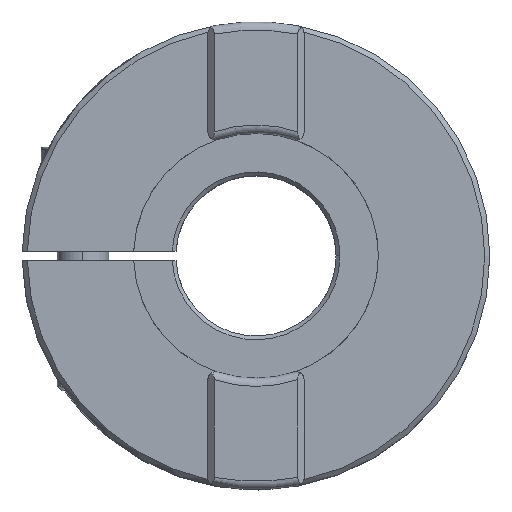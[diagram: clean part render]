
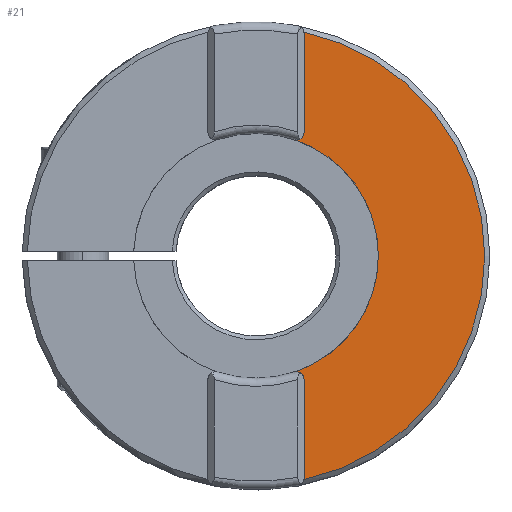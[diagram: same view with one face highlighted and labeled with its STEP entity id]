
A CAD part, top view. The second image highlights one B-rep face of the part: STEP entity #21.
In plain terms, the highlighted planar face has unit normal (0, 0, 1).
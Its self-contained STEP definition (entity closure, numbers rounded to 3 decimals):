
#19 = CARTESIAN_POINT ( 'NONE',  ( 0., 0., 25. ) ) ;
#21 = ADVANCED_FACE ( 'NONE', ( #876 ), #3332, .T. ) ;
#65 = DIRECTION ( 'NONE',  ( 1., 0., 0. ) ) ;
#118 = CARTESIAN_POINT ( 'NONE',  ( 0., 0., 25. ) ) ;
#126 = DIRECTION ( 'NONE',  ( 0., -1., 0. ) ) ;
#185 = CIRCLE ( 'NONE', #3302, 1.2 ) ;
#200 = CARTESIAN_POINT ( 'NONE',  ( 6.3, -19.298, 25. ) ) ;
#205 = CARTESIAN_POINT ( 'NONE',  ( 7.5, -34.903, 25. ) ) ;
#228 = ORIENTED_EDGE ( 'NONE', *, *, #2265, .T. ) ;
#288 = EDGE_CURVE ( 'NONE', #1040, #2686, #1652, .T. ) ;
#319 = CIRCLE ( 'NONE', #2392, 19.1 ) ;
#414 = DIRECTION ( 'NONE',  ( 0., 0., 1. ) ) ;
#606 = CARTESIAN_POINT ( 'NONE',  ( 7.5, 34.903, 25. ) ) ;
#607 = DIRECTION ( 'NONE',  ( 1., 0., 0. ) ) ;
#705 = AXIS2_PLACEMENT_3D ( 'NONE', #2241, #1124, #921 ) ;
#876 = FACE_OUTER_BOUND ( 'NONE', #964, .T. ) ;
#921 = DIRECTION ( 'NONE',  ( 1., 0., 0. ) ) ;
#940 = VERTEX_POINT ( 'NONE', #2018 ) ;
#942 = CARTESIAN_POINT ( 'NONE',  ( 19.1, 0., 25. ) ) ;
#964 = EDGE_LOOP ( 'NONE', ( #228, #1489, #3195, #2042, #1161, #2185, #1821 ) ) ;
#977 = EDGE_CURVE ( 'NONE', #3160, #1979, #1430, .T. ) ;
#1040 = VERTEX_POINT ( 'NONE', #2167 ) ;
#1049 = VECTOR ( 'NONE', #3276, 1000. ) ;
#1076 = DIRECTION ( 'NONE',  ( 1., 0., 0. ) ) ;
#1124 = DIRECTION ( 'NONE',  ( 0., 0., -1. ) ) ;
#1151 = LINE ( 'NONE', #2194, #1049 ) ;
#1161 = ORIENTED_EDGE ( 'NONE', *, *, #2094, .T. ) ;
#1182 = CARTESIAN_POINT ( 'NONE',  ( 5.928, 18.157, 25. ) ) ;
#1315 = DIRECTION ( 'NONE',  ( 0., 0., -1. ) ) ;
#1412 = VECTOR ( 'NONE', #126, 1000. ) ;
#1430 = CIRCLE ( 'NONE', #2941, 19.1 ) ;
#1453 = EDGE_CURVE ( 'NONE', #940, #1685, #1151, .T. ) ;
#1489 = ORIENTED_EDGE ( 'NONE', *, *, #288, .T. ) ;
#1534 = CARTESIAN_POINT ( 'NONE',  ( 5.928, -18.157, 25. ) ) ;
#1536 = EDGE_CURVE ( 'NONE', #2686, #3160, #319, .T. ) ;
#1652 = CIRCLE ( 'NONE', #705, 1.2 ) ;
#1685 = VERTEX_POINT ( 'NONE', #205 ) ;
#1703 = EDGE_CURVE ( 'NONE', #1900, #1685, #2225, .T. ) ;
#1821 = ORIENTED_EDGE ( 'NONE', *, *, #1703, .F. ) ;
#1872 = AXIS2_PLACEMENT_3D ( 'NONE', #2812, #414, #607 ) ;
#1900 = VERTEX_POINT ( 'NONE', #606 ) ;
#1906 = DIRECTION ( 'NONE',  ( 1., 0., 0. ) ) ;
#1979 = VERTEX_POINT ( 'NONE', #1534 ) ;
#1985 = CARTESIAN_POINT ( 'NONE',  ( 7.5, 35.721, 25. ) ) ;
#1994 = AXIS2_PLACEMENT_3D ( 'NONE', #3312, #1996, #2849 ) ;
#1996 = DIRECTION ( 'NONE',  ( 0., 0., -1. ) ) ;
#2007 = LINE ( 'NONE', #1985, #1412 ) ;
#2018 = CARTESIAN_POINT ( 'NONE',  ( 7.5, -19.298, 25. ) ) ;
#2042 = ORIENTED_EDGE ( 'NONE', *, *, #977, .T. ) ;
#2094 = EDGE_CURVE ( 'NONE', #1979, #940, #185, .T. ) ;
#2167 = CARTESIAN_POINT ( 'NONE',  ( 7.5, 19.298, 25. ) ) ;
#2185 = ORIENTED_EDGE ( 'NONE', *, *, #1453, .T. ) ;
#2194 = CARTESIAN_POINT ( 'NONE',  ( 7.5, 35.721, 25. ) ) ;
#2225 = CIRCLE ( 'NONE', #1994, 35.7 ) ;
#2241 = CARTESIAN_POINT ( 'NONE',  ( 6.3, 19.298, 25. ) ) ;
#2265 = EDGE_CURVE ( 'NONE', #1900, #1040, #2007, .T. ) ;
#2392 = AXIS2_PLACEMENT_3D ( 'NONE', #118, #2464, #65 ) ;
#2464 = DIRECTION ( 'NONE',  ( 0., 0., -1. ) ) ;
#2686 = VERTEX_POINT ( 'NONE', #1182 ) ;
#2812 = CARTESIAN_POINT ( 'NONE',  ( 0., 0., 25. ) ) ;
#2849 = DIRECTION ( 'NONE',  ( 1., 0., 0. ) ) ;
#2912 = DIRECTION ( 'NONE',  ( 0., 0., -1. ) ) ;
#2941 = AXIS2_PLACEMENT_3D ( 'NONE', #19, #1315, #1906 ) ;
#3160 = VERTEX_POINT ( 'NONE', #942 ) ;
#3195 = ORIENTED_EDGE ( 'NONE', *, *, #1536, .T. ) ;
#3276 = DIRECTION ( 'NONE',  ( 0., -1., 0. ) ) ;
#3302 = AXIS2_PLACEMENT_3D ( 'NONE', #200, #2912, #1076 ) ;
#3312 = CARTESIAN_POINT ( 'NONE',  ( 0., 0., 25. ) ) ;
#3332 = PLANE ( 'NONE',  #1872 ) ;
